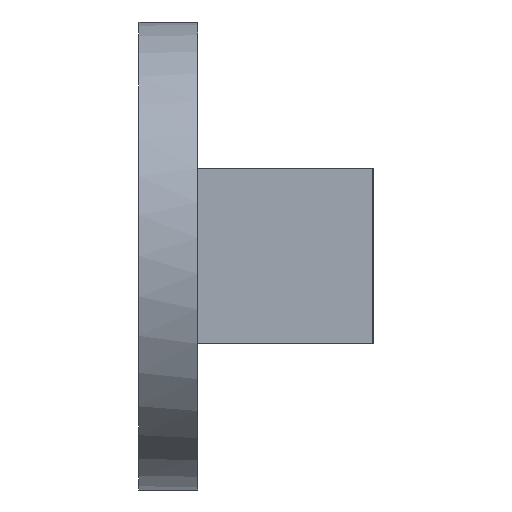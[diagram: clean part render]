
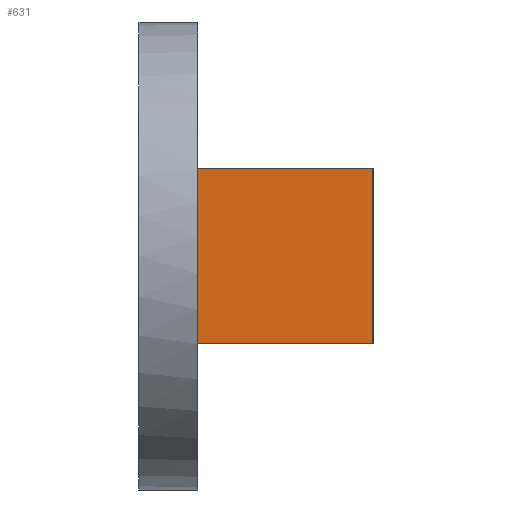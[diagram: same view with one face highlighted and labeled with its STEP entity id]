
A CAD part, left-side view. The second image highlights one B-rep face of the part: STEP entity #631.
In plain terms, the highlighted planar face has unit normal (-1, 0, 0).
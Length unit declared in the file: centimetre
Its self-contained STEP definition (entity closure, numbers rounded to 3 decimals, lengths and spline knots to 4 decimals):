
#10 = VECTOR ( 'NONE', #165, 100. ) ;
#15 = LINE ( 'NONE', #530, #353 ) ;
#50 = CARTESIAN_POINT ( 'NONE',  ( -35., -1.5, 1.5 ) ) ;
#54 = DIRECTION ( 'NONE',  ( 0., 0., -1. ) ) ;
#101 = AXIS2_PLACEMENT_3D ( 'NONE', #288, #329, #517 ) ;
#103 = FACE_OUTER_BOUND ( 'NONE', #304, .T. ) ;
#120 = DIRECTION ( 'NONE',  ( 0., 0., 1. ) ) ;
#148 = VERTEX_POINT ( 'NONE', #291 ) ;
#165 = DIRECTION ( 'NONE',  ( 0., 1., 0. ) ) ;
#169 = CARTESIAN_POINT ( 'NONE',  ( -35., -1.5, 1.5 ) ) ;
#194 = EDGE_CURVE ( 'NONE', #148, #248, #282, .T. ) ;
#201 = EDGE_CURVE ( 'NONE', #676, #552, #578, .T. ) ;
#248 = VERTEX_POINT ( 'NONE', #169 ) ;
#278 = EDGE_CURVE ( 'NONE', #552, #148, #15, .T. ) ;
#282 = LINE ( 'NONE', #687, #546 ) ;
#288 = CARTESIAN_POINT ( 'NONE',  ( -35., 0., 0. ) ) ;
#291 = CARTESIAN_POINT ( 'NONE',  ( -35., 1.5, 1.5 ) ) ;
#302 = VECTOR ( 'NONE', #54, 100. ) ;
#304 = EDGE_LOOP ( 'NONE', ( #352, #447, #435, #316 ) ) ;
#316 = ORIENTED_EDGE ( 'NONE', *, *, #278, .F. ) ;
#329 = DIRECTION ( 'NONE',  ( -1., 0., 0. ) ) ;
#334 = CARTESIAN_POINT ( 'NONE',  ( -35., 1.5, -1.5 ) ) ;
#340 = DIRECTION ( 'NONE',  ( 0., -1., 0. ) ) ;
#352 = ORIENTED_EDGE ( 'NONE', *, *, #201, .F. ) ;
#353 = VECTOR ( 'NONE', #120, 100. ) ;
#403 = PLANE ( 'NONE',  #101 ) ;
#435 = ORIENTED_EDGE ( 'NONE', *, *, #194, .F. ) ;
#447 = ORIENTED_EDGE ( 'NONE', *, *, #604, .F. ) ;
#515 = CARTESIAN_POINT ( 'NONE',  ( -35., -1.5, -1.5 ) ) ;
#517 = DIRECTION ( 'NONE',  ( 0., 0., 1. ) ) ;
#530 = CARTESIAN_POINT ( 'NONE',  ( -35., 1.5, 1.5 ) ) ;
#546 = VECTOR ( 'NONE', #340, 100. ) ;
#552 = VERTEX_POINT ( 'NONE', #334 ) ;
#578 = LINE ( 'NONE', #515, #10 ) ;
#579 = CARTESIAN_POINT ( 'NONE',  ( -35., -1.5, -1.5 ) ) ;
#604 = EDGE_CURVE ( 'NONE', #248, #676, #733, .T. ) ;
#631 = ADVANCED_FACE ( 'NONE', ( #103 ), #403, .T. ) ;
#676 = VERTEX_POINT ( 'NONE', #579 ) ;
#687 = CARTESIAN_POINT ( 'NONE',  ( -35., -1.5, 1.5 ) ) ;
#733 = LINE ( 'NONE', #50, #302 ) ;
